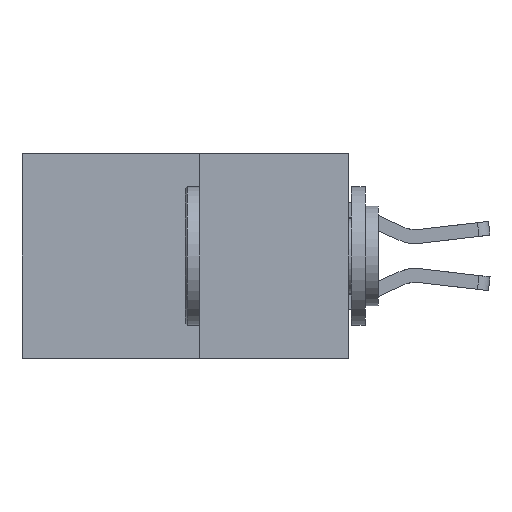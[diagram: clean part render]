
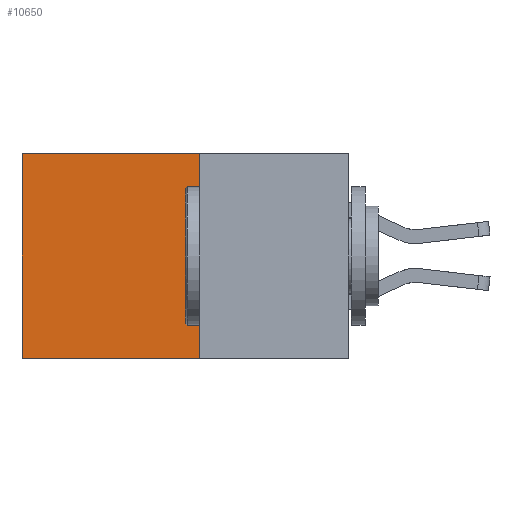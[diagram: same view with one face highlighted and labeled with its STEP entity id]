
A CAD part, left-side view. The second image highlights one B-rep face of the part: STEP entity #10650.
In plain terms, the highlighted planar face has unit normal (-1, 0, 0).
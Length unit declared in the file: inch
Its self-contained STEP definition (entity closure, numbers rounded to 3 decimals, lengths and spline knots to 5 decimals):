
#161 = EDGE_CURVE ( 'NONE', #453, #1776, #5664, .T. ) ;
#254 = LINE ( 'NONE', #1531, #9166 ) ;
#384 = EDGE_CURVE ( 'NONE', #1776, #5882, #4336, .T. ) ;
#453 = VERTEX_POINT ( 'NONE', #6982 ) ;
#454 = DIRECTION ( 'NONE',  ( 0., 1., 0. ) ) ;
#1116 = DIRECTION ( 'NONE',  ( 0., 0., -1. ) ) ;
#1287 = DIRECTION ( 'NONE',  ( 1., 0., 0. ) ) ;
#1531 = CARTESIAN_POINT ( 'NONE',  ( 0.277, 0.27, -0.37 ) ) ;
#1776 = VERTEX_POINT ( 'NONE', #9590 ) ;
#1846 = VECTOR ( 'NONE', #5219, 39.37008 ) ;
#2453 = FACE_OUTER_BOUND ( 'NONE', #7346, .T. ) ;
#2504 = EDGE_CURVE ( 'NONE', #6630, #5882, #9764, .T. ) ;
#3106 = EDGE_CURVE ( 'NONE', #453, #6630, #254, .T. ) ;
#3135 = DIRECTION ( 'NONE',  ( 0., 1., 0. ) ) ;
#3144 = CARTESIAN_POINT ( 'NONE',  ( 0.277, 0.27, -0.37 ) ) ;
#4032 = ORIENTED_EDGE ( 'NONE', *, *, #2504, .F. ) ;
#4065 = CARTESIAN_POINT ( 'NONE',  ( 0.277, 0.27, -0.37 ) ) ;
#4336 = LINE ( 'NONE', #9602, #1846 ) ;
#5129 = CARTESIAN_POINT ( 'NONE',  ( 0.277, 0.27, -0.37 ) ) ;
#5219 = DIRECTION ( 'NONE',  ( 0., 0., -1. ) ) ;
#5419 = VECTOR ( 'NONE', #454, 39.37008 ) ;
#5664 = LINE ( 'NONE', #7471, #5419 ) ;
#5882 = VERTEX_POINT ( 'NONE', #8732 ) ;
#6386 = ORIENTED_EDGE ( 'NONE', *, *, #3106, .F. ) ;
#6630 = VERTEX_POINT ( 'NONE', #5129 ) ;
#6982 = CARTESIAN_POINT ( 'NONE',  ( 0.277, 0.27, 0. ) ) ;
#7102 = AXIS2_PLACEMENT_3D ( 'NONE', #4065, #1287, #7447 ) ;
#7346 = EDGE_LOOP ( 'NONE', ( #8205, #4032, #6386, #10271 ) ) ;
#7447 = DIRECTION ( 'NONE',  ( 0., 0., -1. ) ) ;
#7471 = CARTESIAN_POINT ( 'NONE',  ( 0.277, 0.27, 0. ) ) ;
#8104 = VECTOR ( 'NONE', #3135, 39.37008 ) ;
#8205 = ORIENTED_EDGE ( 'NONE', *, *, #384, .T. ) ;
#8732 = CARTESIAN_POINT ( 'NONE',  ( 0.277, 0.59, -0.37 ) ) ;
#9166 = VECTOR ( 'NONE', #1116, 39.37008 ) ;
#9590 = CARTESIAN_POINT ( 'NONE',  ( 0.277, 0.59, 0. ) ) ;
#9602 = CARTESIAN_POINT ( 'NONE',  ( 0.277, 0.59, -0.37 ) ) ;
#9625 = PLANE ( 'NONE',  #7102 ) ;
#9764 = LINE ( 'NONE', #3144, #8104 ) ;
#10271 = ORIENTED_EDGE ( 'NONE', *, *, #161, .T. ) ;
#10650 = ADVANCED_FACE ( 'NONE', ( #2453 ), #9625, .F. ) ;
